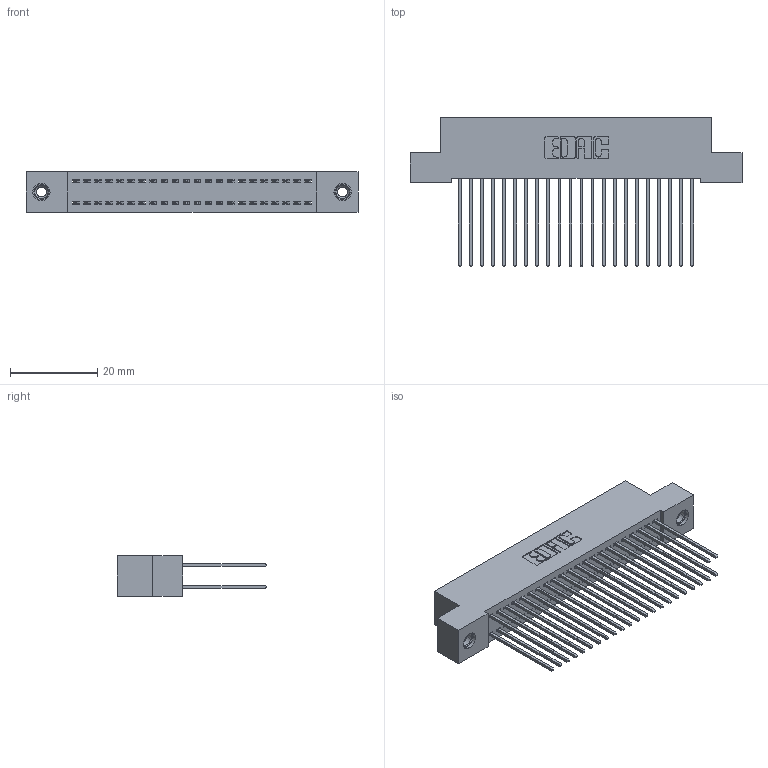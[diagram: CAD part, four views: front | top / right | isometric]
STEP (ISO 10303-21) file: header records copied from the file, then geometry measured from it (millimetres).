
FILE_DESCRIPTION (( 'STEP AP203' ), '1' );
FILE_NAME ('392-044-541-208.STEP', '2018-08-16T15:15:10', ( '' ), ( '' ), 'SwSTEP 2.0', 'SolidWorks 2016', '' );
FILE_SCHEMA (( 'CONFIG_CONTROL_DESIGN' ));
Length unit declared in the file: inch
Products named in the file (4): 342 Part_TI; 345-292-001_345-293-141; 345-250-001_345-250-003-102; 392-044-541-208
Assembly tree (47 placements, depth 2):
  392-044-541-208
    342 Part_TI
    345-292-001_345-293-141  x44
    345-250-001_345-250-003-102  x2
Bounding box: 76.2 x 34.3 x 9.4 mm (x, y, z)
Volume: 6998.6 mm3; surface area: 12051 mm2
Topology: 47 solids, 47 shells, 2458 faces, 7255 edges, 4770 vertices
Faces by surface type: plane 1682, cylinder 760, cone 12, torus 4
Entity records: 17812 total; most frequent: CARTESIAN_POINT 2957, ORIENTED_EDGE 2886, DIRECTION 2593, EDGE_CURVE 1443, LINE 1295, VECTOR 1295, VERTEX_POINT 956, AXIS2_PLACEMENT_3D 649
